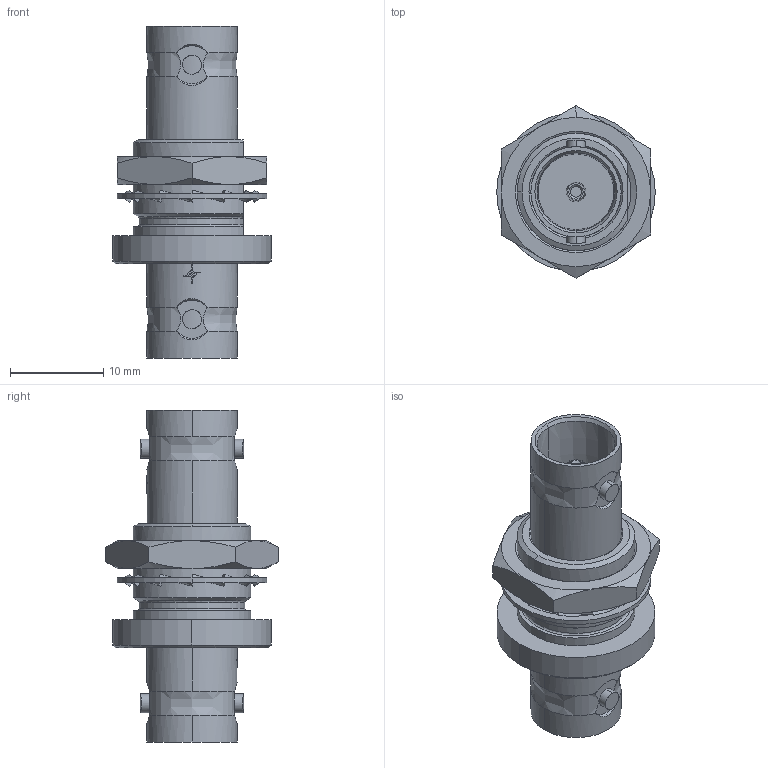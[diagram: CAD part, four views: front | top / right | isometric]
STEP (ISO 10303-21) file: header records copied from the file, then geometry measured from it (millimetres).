
FILE_DESCRIPTION (( 'STEP AP214' ), '1' );
FILE_NAME ('J01005A0008.STEP', '2012-10-05T11:40:52', ( 'markiewicz' ), ( '' ), 'SwSTEP 2.0', 'SolidWorks 2012', '' );
FILE_SCHEMA (( 'AUTOMOTIVE_DESIGN' ));
Length unit declared in the file: millimetre
Products named in the file (1): J01005A0008
Bounding box: 17 x 18.48 x 35.6 mm (x, y, z)
Volume: 3118.2 mm3; surface area: 2701.1 mm2
Topology: 2 solids, 2 shells, 278 faces, 705 edges, 458 vertices
Faces by surface type: plane 121, cylinder 57, cone 56, bspline 44
Entity records: 12459 total; most frequent: CARTESIAN_POINT 3104, ORIENTED_EDGE 1410, DIRECTION 1136, EDGE_CURVE 705, VERTEX_POINT 458, AXIS2_PLACEMENT_3D 405, LINE 326, VECTOR 326
